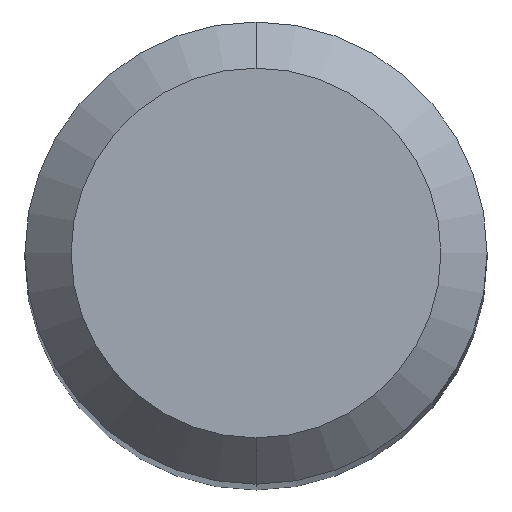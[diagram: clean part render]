
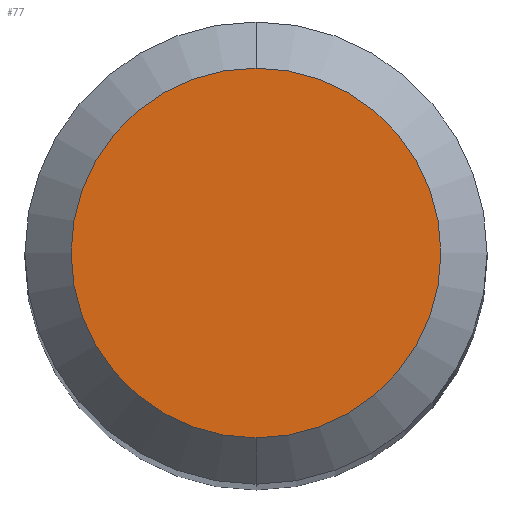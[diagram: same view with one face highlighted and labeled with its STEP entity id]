
A CAD part, top view. The second image highlights one B-rep face of the part: STEP entity #77.
In plain terms, the highlighted planar face has unit normal (0, 0, 1).
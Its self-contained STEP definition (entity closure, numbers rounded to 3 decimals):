
#77=ADVANCED_FACE('',(#166),#167,.T.);
#166=FACE_OUTER_BOUND('',#267,.T.);
#167=PLANE('',#268);
#267=EDGE_LOOP('',(#407,#408));
#268=AXIS2_PLACEMENT_3D('',#409,#410,#411);
#407=ORIENTED_EDGE('',*,*,#542,.F.);
#408=ORIENTED_EDGE('',*,*,#568,.F.);
#409=CARTESIAN_POINT('',(0.,1.2,43.763));
#410=DIRECTION('',(0.,0.,1.0));
#411=DIRECTION('',(0.,-1.0,0.));
#542=EDGE_CURVE('',#640,#642,#643,.T.);
#568=EDGE_CURVE('',#642,#640,#678,.T.);
#640=VERTEX_POINT('',#754);
#642=VERTEX_POINT('',#757);
#643=CIRCLE('',#758,2.4);
#678=CIRCLE('',#798,2.4);
#754=CARTESIAN_POINT('',(0.,2.4,43.763));
#757=CARTESIAN_POINT('',(0.,-2.4,43.763));
#758=AXIS2_PLACEMENT_3D('',#861,#862,#863);
#798=AXIS2_PLACEMENT_3D('',#905,#906,#907);
#861=CARTESIAN_POINT('',(0.,0.,43.763));
#862=DIRECTION('',(0.,0.0,-1.0));
#863=DIRECTION('',(0.0,1.0,0.0));
#905=CARTESIAN_POINT('',(0.,0.,43.763));
#906=DIRECTION('',(0.,0.0,-1.0));
#907=DIRECTION('',(0.0,1.0,0.0));
